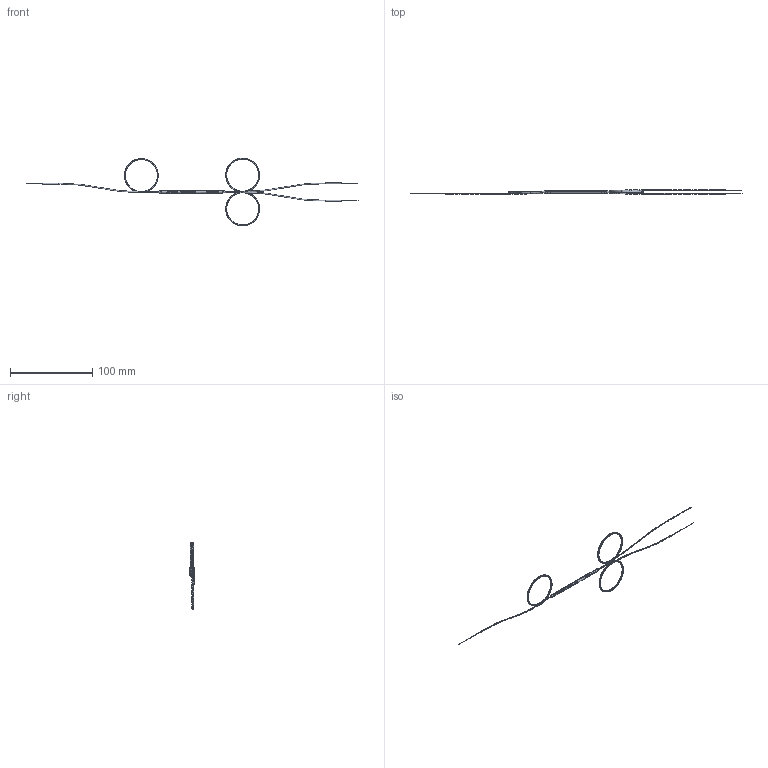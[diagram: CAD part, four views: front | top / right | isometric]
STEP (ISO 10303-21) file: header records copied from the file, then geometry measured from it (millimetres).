
FILE_DESCRIPTION (( 'STEP AP203' ), '1' );
FILE_NAME ('TTN174104-E0W.STEP', '2022-06-15T11:20:13', ( '' ), ( '' ), 'SwSTEP 2.0', 'SolidWorks 2020', '' );
FILE_SCHEMA (( 'CONFIG_CONTROL_DESIGN' ));
Length unit declared in the file: millimetre
Products named in the file (12): PANDA 635_60; DWG1631_75mm; DWG1540; T09HNT1_Standard; DWG1751_42-2mm; DWG1528; PANDA 635_40; TTN174104-E0W; T09HRD1_Standard; T09HBU1_Standard; DWG1529; DWG1553
Assembly tree (14 placements, depth 2):
  TTN174104-E0W
    DWG1751_42-2mm
    PANDA 635_60  x2
    DWG1631_75mm
    DWG1528
    DWG1553
    DWG1540
    DWG1529
    T09HBU1_Standard
    T09HNT1_Standard
    T09HRD1_Standard
    PANDA 635_40  x3
Bounding box: 403 x 4.9 x 81.9 mm (x, y, z)
Volume: 832.3 mm3; surface area: 7381.8 mm2
Topology: 14 solids, 14 shells, 253 faces, 1133 edges, 996 vertices
Faces by surface type: cylinder 150, plane 41, bspline 34, cone 15, torus 13
Entity records: 24887 total; most frequent: CARTESIAN_POINT 14820, ORIENTED_EDGE 2230, DIRECTION 1334, EDGE_CURVE 1115, VERTEX_POINT 984, AXIS2_PLACEMENT_3D 533, B_SPLINE_CURVE_WITH_KNOTS 526, EDGE_LOOP 345
